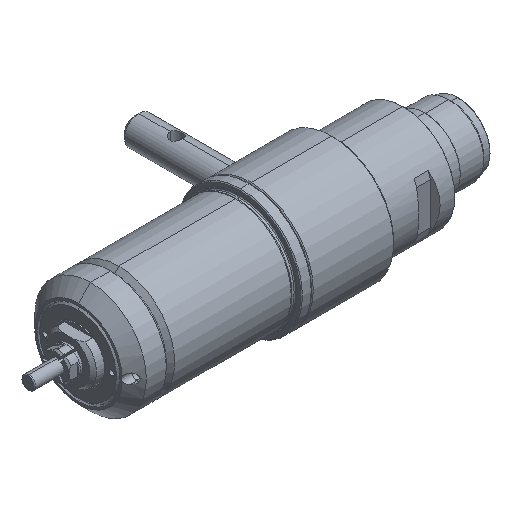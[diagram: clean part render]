
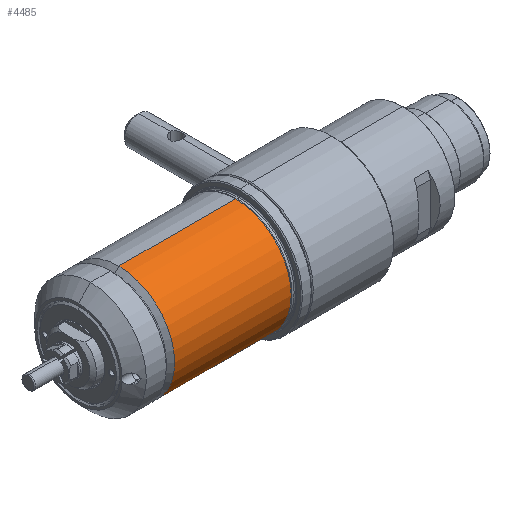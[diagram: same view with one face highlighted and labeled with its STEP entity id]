
A CAD part, isometric view. The second image highlights one B-rep face of the part: STEP entity #4485.
In plain terms, the highlighted cylindrical face has radius 13.4 mm (diameter 26.8 mm), a partial arc.
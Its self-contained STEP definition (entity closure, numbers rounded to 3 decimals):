
#167 = CARTESIAN_POINT ( 'NONE',  ( 9.7, 0., -13.4 ) ) ;
#379 = AXIS2_PLACEMENT_3D ( 'NONE', #4428, #1792, #4868 ) ;
#619 = AXIS2_PLACEMENT_3D ( 'NONE', #3900, #5016, #1708 ) ;
#969 = ORIENTED_EDGE ( 'NONE', *, *, #1241, .F. ) ;
#979 = CARTESIAN_POINT ( 'NONE',  ( -3.569, 0., 0. ) ) ;
#1241 = EDGE_CURVE ( 'NONE', #2067, #1731, #3933, .T. ) ;
#1469 = DIRECTION ( 'NONE',  ( -1., 0., 0. ) ) ;
#1708 = DIRECTION ( 'NONE',  ( 0., 0., 1. ) ) ;
#1731 = VERTEX_POINT ( 'NONE', #167 ) ;
#1756 = CIRCLE ( 'NONE', #619, 13.4 ) ;
#1792 = DIRECTION ( 'NONE',  ( -1., 0., 0. ) ) ;
#2057 = DIRECTION ( 'NONE',  ( -1., 0., 0. ) ) ;
#2067 = VERTEX_POINT ( 'NONE', #5681 ) ;
#2094 = CARTESIAN_POINT ( 'NONE',  ( -3.569, 0., -13.4 ) ) ;
#2497 = VERTEX_POINT ( 'NONE', #5212 ) ;
#2502 = VECTOR ( 'NONE', #2057, 1000. ) ;
#2873 = ORIENTED_EDGE ( 'NONE', *, *, #4998, .T. ) ;
#2955 = EDGE_CURVE ( 'NONE', #1731, #3000, #1756, .T. ) ;
#2973 = CIRCLE ( 'NONE', #379, 13.4 ) ;
#3000 = VERTEX_POINT ( 'NONE', #3655 ) ;
#3059 = ORIENTED_EDGE ( 'NONE', *, *, #3862, .T. ) ;
#3087 = CARTESIAN_POINT ( 'NONE',  ( -3.569, 0., 13.4 ) ) ;
#3372 = ORIENTED_EDGE ( 'NONE', *, *, #2955, .F. ) ;
#3418 = DIRECTION ( 'NONE',  ( -1., 0., 0. ) ) ;
#3511 = DIRECTION ( 'NONE',  ( 0., 0., 1. ) ) ;
#3599 = LINE ( 'NONE', #3087, #5727 ) ;
#3655 = CARTESIAN_POINT ( 'NONE',  ( 9.7, 0., 13.4 ) ) ;
#3861 = CYLINDRICAL_SURFACE ( 'NONE', #5839, 13.4 ) ;
#3862 = EDGE_CURVE ( 'NONE', #2067, #2497, #2973, .T. ) ;
#3900 = CARTESIAN_POINT ( 'NONE',  ( 9.7, 0., 0. ) ) ;
#3933 = LINE ( 'NONE', #2094, #2502 ) ;
#4428 = CARTESIAN_POINT ( 'NONE',  ( 37.7, 0., 0. ) ) ;
#4485 = ADVANCED_FACE ( 'NONE', ( #5454 ), #3861, .T. ) ;
#4868 = DIRECTION ( 'NONE',  ( 0., 0., 1. ) ) ;
#4889 = EDGE_LOOP ( 'NONE', ( #969, #3059, #2873, #3372 ) ) ;
#4998 = EDGE_CURVE ( 'NONE', #2497, #3000, #3599, .T. ) ;
#5016 = DIRECTION ( 'NONE',  ( -1., 0., 0. ) ) ;
#5212 = CARTESIAN_POINT ( 'NONE',  ( 37.7, 0., 13.4 ) ) ;
#5454 = FACE_OUTER_BOUND ( 'NONE', #4889, .T. ) ;
#5681 = CARTESIAN_POINT ( 'NONE',  ( 37.7, 0., -13.4 ) ) ;
#5727 = VECTOR ( 'NONE', #3418, 1000. ) ;
#5839 = AXIS2_PLACEMENT_3D ( 'NONE', #979, #1469, #3511 ) ;
